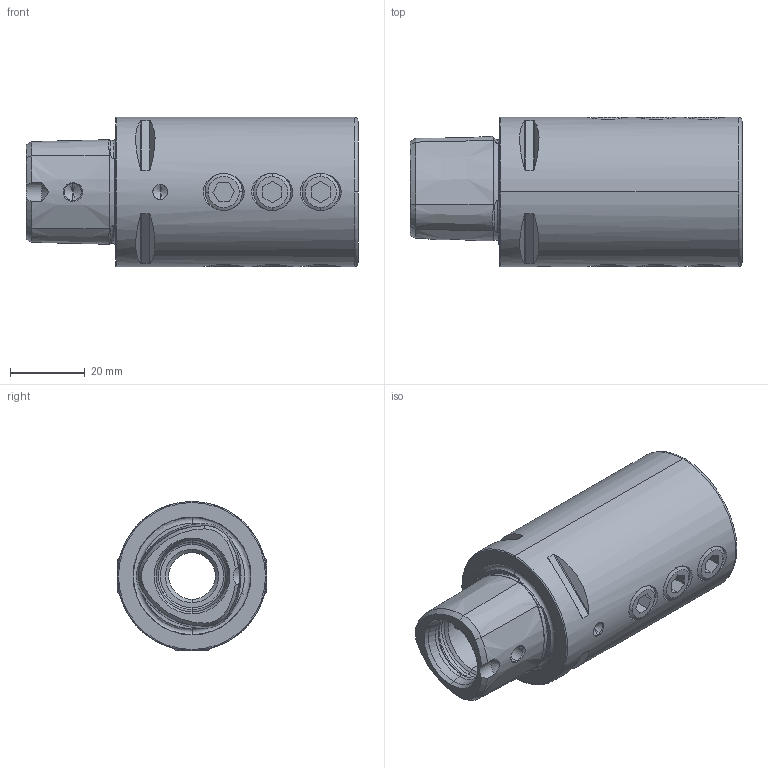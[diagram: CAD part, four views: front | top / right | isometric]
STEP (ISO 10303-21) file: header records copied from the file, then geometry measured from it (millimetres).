
FILE_DESCRIPTION (( 'STEP AP203' ), '1' );
FILE_NAME ('PS4-B16.K01.065.STEP', '2012-04-16T05:51:18', ( 'SwiAdmin' ), ( '' ), 'SwSTEP 2.0', 'SolidWorks 2012', '' );
FILE_SCHEMA (( 'CONFIG_CONTROL_DESIGN' ));
Length unit declared in the file: millimetre
Products named in the file (3): PS4-B16.K01.065; ISO 4026 - M10 x 12_PreviewCfg; PS4-B16.K01.065_A
Assembly tree (10 placements, depth 2):
  PS4-B16.K01.065
    PS4-B16.K01.065_A
    ISO 4026 - M10 x 12_PreviewCfg  x9
Bounding box: 89 x 40 x 40 mm (x, y, z)
Volume: 77638 mm3; surface area: 24139.6 mm2
Topology: 10 solids, 10 shells, 306 faces, 727 edges, 444 vertices
Faces by surface type: plane 101, cone 100, cylinder 65, torus 40
Entity records: 7930 total; most frequent: CARTESIAN_POINT 3052, ORIENTED_EDGE 934, DIRECTION 901, EDGE_CURVE 467, AXIS2_PLACEMENT_3D 375, VERTEX_POINT 284, EDGE_LOOP 207, ADVANCED_FACE 186
